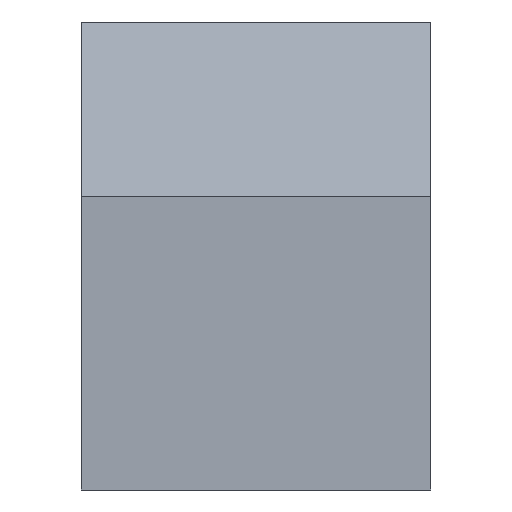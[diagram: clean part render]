
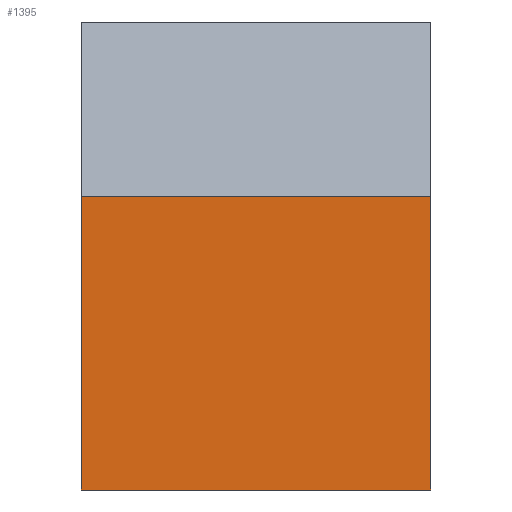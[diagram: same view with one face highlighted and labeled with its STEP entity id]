
A CAD part, front view. The second image highlights one B-rep face of the part: STEP entity #1395.
In plain terms, the highlighted planar face has unit normal (0, -1, 0).
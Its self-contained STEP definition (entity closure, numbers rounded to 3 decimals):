
#50 = CARTESIAN_POINT ( 'NONE',  ( 40., -232.5, 67. ) ) ;
#59 = CARTESIAN_POINT ( 'NONE',  ( -40., -232.5, 67. ) ) ;
#110 = VECTOR ( 'NONE', #400, 1000. ) ;
#187 = DIRECTION ( 'NONE',  ( -1., 0., 0. ) ) ;
#214 = DIRECTION ( 'NONE',  ( 0., 0., -1. ) ) ;
#216 = VERTEX_POINT ( 'NONE', #577 ) ;
#221 = LINE ( 'NONE', #994, #1579 ) ;
#311 = CARTESIAN_POINT ( 'NONE',  ( -40., -232.5, 107. ) ) ;
#397 = LINE ( 'NONE', #1176, #110 ) ;
#400 = DIRECTION ( 'NONE',  ( 0., 0., -1. ) ) ;
#436 = VECTOR ( 'NONE', #214, 1000. ) ;
#530 = ORIENTED_EDGE ( 'NONE', *, *, #1244, .F. ) ;
#577 = CARTESIAN_POINT ( 'NONE',  ( -40., -232.5, 0. ) ) ;
#644 = ORIENTED_EDGE ( 'NONE', *, *, #1123, .T. ) ;
#646 = VERTEX_POINT ( 'NONE', #59 ) ;
#662 = PLANE ( 'NONE',  #729 ) ;
#670 = DIRECTION ( 'NONE',  ( 0., 1., 0. ) ) ;
#671 = VERTEX_POINT ( 'NONE', #1358 ) ;
#729 = AXIS2_PLACEMENT_3D ( 'NONE', #1073, #670, #187 ) ;
#861 = DIRECTION ( 'NONE',  ( -1., 0., 0. ) ) ;
#896 = LINE ( 'NONE', #1169, #1250 ) ;
#994 = CARTESIAN_POINT ( 'NONE',  ( 40.001, -232.5, 67. ) ) ;
#1025 = EDGE_CURVE ( 'NONE', #646, #216, #1481, .T. ) ;
#1073 = CARTESIAN_POINT ( 'NONE',  ( 40., -232.5, 107. ) ) ;
#1123 = EDGE_CURVE ( 'NONE', #1135, #646, #221, .T. ) ;
#1135 = VERTEX_POINT ( 'NONE', #50 ) ;
#1167 = DIRECTION ( 'NONE',  ( 1., 0., 0. ) ) ;
#1169 = CARTESIAN_POINT ( 'NONE',  ( 40., -232.5, 0. ) ) ;
#1176 = CARTESIAN_POINT ( 'NONE',  ( 40., -232.5, 107. ) ) ;
#1202 = FACE_OUTER_BOUND ( 'NONE', #1567, .T. ) ;
#1244 = EDGE_CURVE ( 'NONE', #1135, #671, #397, .T. ) ;
#1250 = VECTOR ( 'NONE', #1167, 1000. ) ;
#1266 = EDGE_CURVE ( 'NONE', #216, #671, #896, .T. ) ;
#1358 = CARTESIAN_POINT ( 'NONE',  ( 40., -232.5, 0. ) ) ;
#1395 = ADVANCED_FACE ( 'NONE', ( #1202 ), #662, .F. ) ;
#1408 = ORIENTED_EDGE ( 'NONE', *, *, #1266, .T. ) ;
#1481 = LINE ( 'NONE', #311, #436 ) ;
#1529 = ORIENTED_EDGE ( 'NONE', *, *, #1025, .T. ) ;
#1567 = EDGE_LOOP ( 'NONE', ( #530, #644, #1529, #1408 ) ) ;
#1579 = VECTOR ( 'NONE', #861, 1000. ) ;
